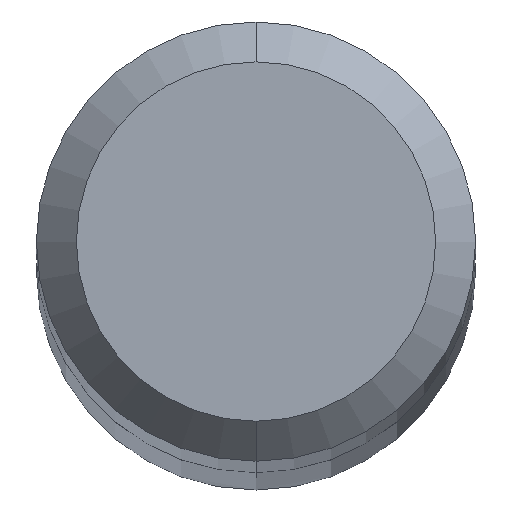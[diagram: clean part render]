
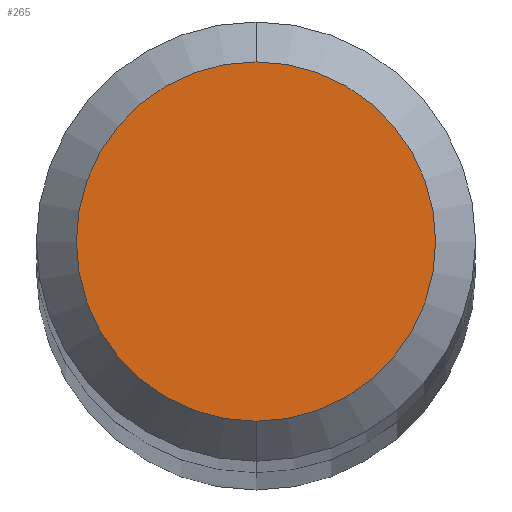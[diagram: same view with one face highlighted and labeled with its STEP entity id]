
A CAD part, top view. The second image highlights one B-rep face of the part: STEP entity #265.
In plain terms, the highlighted planar face has unit normal (0, 0, 1).
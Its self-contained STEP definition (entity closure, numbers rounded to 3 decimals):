
#215=EDGE_CURVE('',#243,#289,#479,.T.);
#231=EDGE_CURVE('',#289,#243,#499,.T.);
#243=VERTEX_POINT('',#511);
#265=ADVANCED_FACE('',(#536),#537,.T.);
#289=VERTEX_POINT('',#562);
#479=CIRCLE('',#815,1.35);
#499=CIRCLE('',#865,1.35);
#511=CARTESIAN_POINT('',(0.0,1.35,47.0));
#536=FACE_OUTER_BOUND('',#1000,.T.);
#537=PLANE('',#1001);
#562=CARTESIAN_POINT('',(0.,-1.35,47.0));
#815=AXIS2_PLACEMENT_3D('',#1349,#1350,#1351);
#865=AXIS2_PLACEMENT_3D('',#1383,#1384,#1385);
#1000=EDGE_LOOP('',(#1412,#1413));
#1001=AXIS2_PLACEMENT_3D('',#1414,#1415,#1416);
#1349=CARTESIAN_POINT('',(0.0,0.0,47.0));
#1350=DIRECTION('',(0.0,0.0,-1.0));
#1351=DIRECTION('',(0.0,1.0,0.0));
#1383=CARTESIAN_POINT('',(0.0,0.0,47.0));
#1384=DIRECTION('',(0.0,0.0,-1.0));
#1385=DIRECTION('',(0.0,1.0,0.0));
#1412=ORIENTED_EDGE('',*,*,#215,.F.);
#1413=ORIENTED_EDGE('',*,*,#231,.F.);
#1414=CARTESIAN_POINT('',(0.0,0.675,47.0));
#1415=DIRECTION('',(0.0,0.0,1.0));
#1416=DIRECTION('',(0.0,-1.0,0.0));
